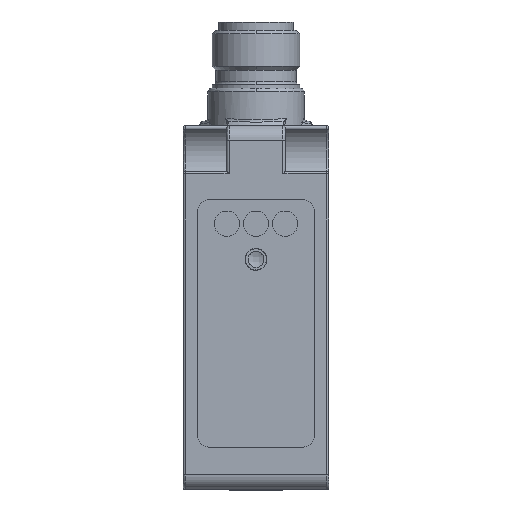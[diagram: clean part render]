
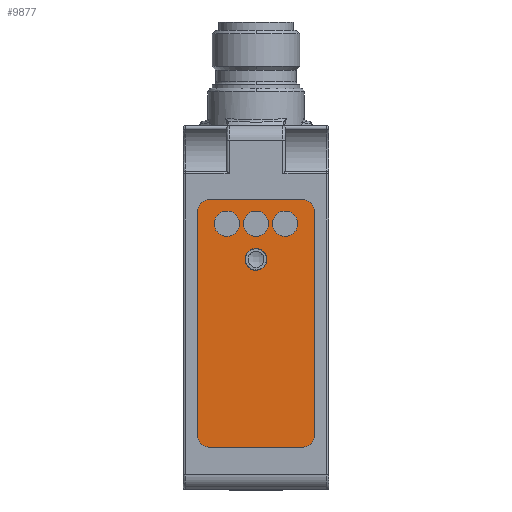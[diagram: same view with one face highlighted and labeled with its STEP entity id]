
A CAD part, top view. The second image highlights one B-rep face of the part: STEP entity #9877.
In plain terms, the highlighted planar face has unit normal (0, 0, 1).
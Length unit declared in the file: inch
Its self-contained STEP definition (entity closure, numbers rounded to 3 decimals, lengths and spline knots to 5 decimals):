
#23 = CARTESIAN_POINT ( 'NONE',  ( -0.05906, 0.25984, 0.98465 ) ) ;
#245 = ORIENTED_EDGE ( 'NONE', *, *, #10502, .F. ) ;
#268 = CARTESIAN_POINT ( 'NONE',  ( 0.05906, 0.25984, 0.98465 ) ) ;
#395 = EDGE_CURVE ( 'NONE', #5259, #753, #7727, .T. ) ;
#485 = DIRECTION ( 'NONE',  ( 0., 0., -1. ) ) ;
#512 = DIRECTION ( 'NONE',  ( 0., 0., -1. ) ) ;
#514 = ORIENTED_EDGE ( 'NONE', *, *, #5710, .F. ) ;
#554 = ORIENTED_EDGE ( 'NONE', *, *, #11692, .F. ) ;
#704 = CARTESIAN_POINT ( 'NONE',  ( 0.25197, -0.69291, 0.98465 ) ) ;
#753 = VERTEX_POINT ( 'NONE', #13135 ) ;
#817 = CARTESIAN_POINT ( 'NONE',  ( 0., 0.25984, 0.98465 ) ) ;
#1044 = CIRCLE ( 'NONE', #8510, 0.06834 ) ;
#1058 = DIRECTION ( 'NONE',  ( 0., 0., -1. ) ) ;
#1331 = DIRECTION ( 'NONE',  ( 1., 0., 0. ) ) ;
#1559 = VERTEX_POINT ( 'NONE', #7255 ) ;
#1620 = LINE ( 'NONE', #9121, #4484 ) ;
#1677 = ORIENTED_EDGE ( 'NONE', *, *, #7367, .T. ) ;
#1795 = AXIS2_PLACEMENT_3D ( 'NONE', #13496, #9051, #11271 ) ;
#1796 = CIRCLE ( 'NONE', #6194, 0.06299 ) ;
#1813 = ORIENTED_EDGE ( 'NONE', *, *, #3768, .F. ) ;
#2218 = DIRECTION ( 'NONE',  ( -1., 0., 0. ) ) ;
#2236 = CIRCLE ( 'NONE', #8823, 0.05906 ) ;
#2435 = CARTESIAN_POINT ( 'NONE',  ( 0.25197, 0.51969, 0.98465 ) ) ;
#2553 = ORIENTED_EDGE ( 'NONE', *, *, #5068, .T. ) ;
#2795 = VERTEX_POINT ( 'NONE', #4912 ) ;
#2827 = VERTEX_POINT ( 'NONE', #12504 ) ;
#3025 = CARTESIAN_POINT ( 'NONE',  ( 0.15748, 0.45276, 0.98465 ) ) ;
#3234 = EDGE_LOOP ( 'NONE', ( #245, #1813, #5800, #4091, #8237, #514, #554, #9674 ) ) ;
#3269 = LINE ( 'NONE', #12463, #10877 ) ;
#3337 = CIRCLE ( 'NONE', #7277, 0.06299 ) ;
#3462 = DIRECTION ( 'NONE',  ( 0., 0., 1. ) ) ;
#3563 = CIRCLE ( 'NONE', #5105, 0.05906 ) ;
#3634 = CIRCLE ( 'NONE', #5389, 0.06834 ) ;
#3768 = EDGE_CURVE ( 'NONE', #6918, #7073, #9692, .T. ) ;
#3861 = EDGE_LOOP ( 'NONE', ( #3891, #12462 ) ) ;
#3891 = ORIENTED_EDGE ( 'NONE', *, *, #395, .T. ) ;
#4091 = ORIENTED_EDGE ( 'NONE', *, *, #5921, .F. ) ;
#4197 = CARTESIAN_POINT ( 'NONE',  ( -0.22582, 0.45276, 0.98465 ) ) ;
#4370 = DIRECTION ( 'NONE',  ( 0., -1., 0. ) ) ;
#4434 = FACE_BOUND ( 'NONE', #11061, .T. ) ;
#4484 = VECTOR ( 'NONE', #13497, 39.37008 ) ;
#4492 = CARTESIAN_POINT ( 'NONE',  ( -0.15748, 0.45276, 0.98465 ) ) ;
#4576 = CARTESIAN_POINT ( 'NONE',  ( 0.15748, 0.45276, 0.98465 ) ) ;
#4635 = FACE_BOUND ( 'NONE', #11144, .T. ) ;
#4656 = VERTEX_POINT ( 'NONE', #11744 ) ;
#4812 = DIRECTION ( 'NONE',  ( 0., 0., -1. ) ) ;
#4912 = CARTESIAN_POINT ( 'NONE',  ( 0.25197, -0.75591, 0.98465 ) ) ;
#4939 = DIRECTION ( 'NONE',  ( 0., 1., 0. ) ) ;
#5012 = DIRECTION ( 'NONE',  ( 0., 0., -1. ) ) ;
#5035 = EDGE_CURVE ( 'NONE', #6558, #8003, #1796, .T. ) ;
#5068 = EDGE_CURVE ( 'NONE', #12201, #11278, #3563, .T. ) ;
#5105 = AXIS2_PLACEMENT_3D ( 'NONE', #817, #5012, #13445 ) ;
#5225 = DIRECTION ( 'NONE',  ( 0., 0., -1. ) ) ;
#5259 = VERTEX_POINT ( 'NONE', #9688 ) ;
#5323 = LINE ( 'NONE', #12722, #11094 ) ;
#5389 = AXIS2_PLACEMENT_3D ( 'NONE', #3025, #5225, #11510 ) ;
#5510 = AXIS2_PLACEMENT_3D ( 'NONE', #8250, #7005, #7076 ) ;
#5649 = FACE_BOUND ( 'NONE', #3861, .T. ) ;
#5710 = EDGE_CURVE ( 'NONE', #1559, #4656, #3337, .T. ) ;
#5749 = EDGE_CURVE ( 'NONE', #10595, #12216, #9486, .T. ) ;
#5764 = EDGE_CURVE ( 'NONE', #11278, #12201, #2236, .T. ) ;
#5800 = ORIENTED_EDGE ( 'NONE', *, *, #11350, .F. ) ;
#5837 = CARTESIAN_POINT ( 'NONE',  ( -0.08914, 0.45276, 0.98465 ) ) ;
#5921 = EDGE_CURVE ( 'NONE', #2827, #2795, #8609, .T. ) ;
#6147 = CARTESIAN_POINT ( 'NONE',  ( -0.31496, -0.69291, 0.98465 ) ) ;
#6162 = VERTEX_POINT ( 'NONE', #5837 ) ;
#6179 = ORIENTED_EDGE ( 'NONE', *, *, #6656, .T. ) ;
#6194 = AXIS2_PLACEMENT_3D ( 'NONE', #7969, #4812, #13517 ) ;
#6558 = VERTEX_POINT ( 'NONE', #10402 ) ;
#6575 = VERTEX_POINT ( 'NONE', #4197 ) ;
#6617 = DIRECTION ( 'NONE',  ( -1., 0., 0. ) ) ;
#6656 = EDGE_CURVE ( 'NONE', #12216, #10595, #3634, .T. ) ;
#6793 = CARTESIAN_POINT ( 'NONE',  ( -0.15748, 0.45276, 0.98465 ) ) ;
#6918 = VERTEX_POINT ( 'NONE', #6966 ) ;
#6966 = CARTESIAN_POINT ( 'NONE',  ( -0.25197, -0.75591, 0.98465 ) ) ;
#7005 = DIRECTION ( 'NONE',  ( 0., 0., -1. ) ) ;
#7073 = VERTEX_POINT ( 'NONE', #6147 ) ;
#7076 = DIRECTION ( 'NONE',  ( -1., 0., 0. ) ) ;
#7139 = CARTESIAN_POINT ( 'NONE',  ( 0., 0.45276, 0.98465 ) ) ;
#7186 = AXIS2_PLACEMENT_3D ( 'NONE', #7139, #11370, #12340 ) ;
#7255 = CARTESIAN_POINT ( 'NONE',  ( 0.25197, 0.58268, 0.98465 ) ) ;
#7277 = AXIS2_PLACEMENT_3D ( 'NONE', #2435, #512, #6617 ) ;
#7367 = EDGE_CURVE ( 'NONE', #6575, #6162, #13586, .T. ) ;
#7591 = FACE_OUTER_BOUND ( 'NONE', #3234, .T. ) ;
#7717 = AXIS2_PLACEMENT_3D ( 'NONE', #704, #1058, #2218 ) ;
#7727 = CIRCLE ( 'NONE', #1795, 0.06834 ) ;
#7731 = DIRECTION ( 'NONE',  ( 0., 0., -1. ) ) ;
#7788 = AXIS2_PLACEMENT_3D ( 'NONE', #8694, #3462, #1331 ) ;
#7887 = EDGE_LOOP ( 'NONE', ( #6179, #12104 ) ) ;
#7897 = CARTESIAN_POINT ( 'NONE',  ( 0.31496, -0.75591, 0.98465 ) ) ;
#7969 = CARTESIAN_POINT ( 'NONE',  ( -0.25197, 0.51969, 0.98465 ) ) ;
#8003 = VERTEX_POINT ( 'NONE', #13156 ) ;
#8054 = ORIENTED_EDGE ( 'NONE', *, *, #5764, .T. ) ;
#8237 = ORIENTED_EDGE ( 'NONE', *, *, #10510, .F. ) ;
#8250 = CARTESIAN_POINT ( 'NONE',  ( -0.25197, -0.69291, 0.98465 ) ) ;
#8417 = VECTOR ( 'NONE', #8869, 39.37008 ) ;
#8510 = AXIS2_PLACEMENT_3D ( 'NONE', #6793, #485, #13183 ) ;
#8609 = CIRCLE ( 'NONE', #7717, 0.06299 ) ;
#8625 = ORIENTED_EDGE ( 'NONE', *, *, #12803, .T. ) ;
#8683 = DIRECTION ( 'NONE',  ( 0., 0., -1. ) ) ;
#8694 = CARTESIAN_POINT ( 'NONE',  ( 0.31496, -0.75591, 0.98465 ) ) ;
#8772 = CARTESIAN_POINT ( 'NONE',  ( 0., 0.25984, 0.98465 ) ) ;
#8823 = AXIS2_PLACEMENT_3D ( 'NONE', #8772, #11968, #12998 ) ;
#8869 = DIRECTION ( 'NONE',  ( -1., 0., 0. ) ) ;
#9035 = AXIS2_PLACEMENT_3D ( 'NONE', #4576, #7731, #11764 ) ;
#9051 = DIRECTION ( 'NONE',  ( 0., 0., -1. ) ) ;
#9121 = CARTESIAN_POINT ( 'NONE',  ( -0.31496, 0.58268, 0.98465 ) ) ;
#9486 = CIRCLE ( 'NONE', #9035, 0.06834 ) ;
#9674 = ORIENTED_EDGE ( 'NONE', *, *, #5035, .F. ) ;
#9688 = CARTESIAN_POINT ( 'NONE',  ( 0.06834, 0.45276, 0.98465 ) ) ;
#9692 = CIRCLE ( 'NONE', #5510, 0.06299 ) ;
#9877 = ADVANCED_FACE ( 'NONE', ( #4434, #7591, #4635, #5649, #12921 ), #10908, .T. ) ;
#10402 = CARTESIAN_POINT ( 'NONE',  ( -0.31496, 0.51969, 0.98465 ) ) ;
#10502 = EDGE_CURVE ( 'NONE', #7073, #6558, #5323, .T. ) ;
#10510 = EDGE_CURVE ( 'NONE', #4656, #2827, #3269, .T. ) ;
#10595 = VERTEX_POINT ( 'NONE', #10977 ) ;
#10877 = VECTOR ( 'NONE', #4370, 39.37008 ) ;
#10908 = PLANE ( 'NONE',  #7788 ) ;
#10977 = CARTESIAN_POINT ( 'NONE',  ( 0.08914, 0.45276, 0.98465 ) ) ;
#11061 = EDGE_LOOP ( 'NONE', ( #8054, #2553 ) ) ;
#11094 = VECTOR ( 'NONE', #4939, 39.37008 ) ;
#11144 = EDGE_LOOP ( 'NONE', ( #8625, #1677 ) ) ;
#11271 = DIRECTION ( 'NONE',  ( 1., 0., 0. ) ) ;
#11278 = VERTEX_POINT ( 'NONE', #268 ) ;
#11350 = EDGE_CURVE ( 'NONE', #2795, #6918, #12266, .T. ) ;
#11370 = DIRECTION ( 'NONE',  ( 0., 0., -1. ) ) ;
#11390 = CIRCLE ( 'NONE', #7186, 0.06834 ) ;
#11473 = CARTESIAN_POINT ( 'NONE',  ( 0.22582, 0.45276, 0.98465 ) ) ;
#11510 = DIRECTION ( 'NONE',  ( 1., 0., 0. ) ) ;
#11596 = AXIS2_PLACEMENT_3D ( 'NONE', #4492, #8683, #12912 ) ;
#11692 = EDGE_CURVE ( 'NONE', #8003, #1559, #1620, .T. ) ;
#11744 = CARTESIAN_POINT ( 'NONE',  ( 0.31496, 0.51969, 0.98465 ) ) ;
#11764 = DIRECTION ( 'NONE',  ( 1., 0., 0. ) ) ;
#11968 = DIRECTION ( 'NONE',  ( 0., 0., -1. ) ) ;
#12104 = ORIENTED_EDGE ( 'NONE', *, *, #5749, .T. ) ;
#12201 = VERTEX_POINT ( 'NONE', #23 ) ;
#12216 = VERTEX_POINT ( 'NONE', #11473 ) ;
#12266 = LINE ( 'NONE', #7897, #8417 ) ;
#12340 = DIRECTION ( 'NONE',  ( 1., 0., 0. ) ) ;
#12462 = ORIENTED_EDGE ( 'NONE', *, *, #12975, .T. ) ;
#12463 = CARTESIAN_POINT ( 'NONE',  ( 0.31496, 0.58268, 0.98465 ) ) ;
#12504 = CARTESIAN_POINT ( 'NONE',  ( 0.31496, -0.69291, 0.98465 ) ) ;
#12722 = CARTESIAN_POINT ( 'NONE',  ( -0.31496, -0.75591, 0.98465 ) ) ;
#12803 = EDGE_CURVE ( 'NONE', #6162, #6575, #1044, .T. ) ;
#12912 = DIRECTION ( 'NONE',  ( 1., 0., 0. ) ) ;
#12921 = FACE_BOUND ( 'NONE', #7887, .T. ) ;
#12975 = EDGE_CURVE ( 'NONE', #753, #5259, #11390, .T. ) ;
#12998 = DIRECTION ( 'NONE',  ( 1., 0., 0. ) ) ;
#13135 = CARTESIAN_POINT ( 'NONE',  ( -0.06834, 0.45276, 0.98465 ) ) ;
#13156 = CARTESIAN_POINT ( 'NONE',  ( -0.25197, 0.58268, 0.98465 ) ) ;
#13183 = DIRECTION ( 'NONE',  ( 1., 0., 0. ) ) ;
#13445 = DIRECTION ( 'NONE',  ( 1., 0., 0. ) ) ;
#13496 = CARTESIAN_POINT ( 'NONE',  ( 0., 0.45276, 0.98465 ) ) ;
#13497 = DIRECTION ( 'NONE',  ( 1., 0., 0. ) ) ;
#13517 = DIRECTION ( 'NONE',  ( -1., 0., 0. ) ) ;
#13586 = CIRCLE ( 'NONE', #11596, 0.06834 ) ;
